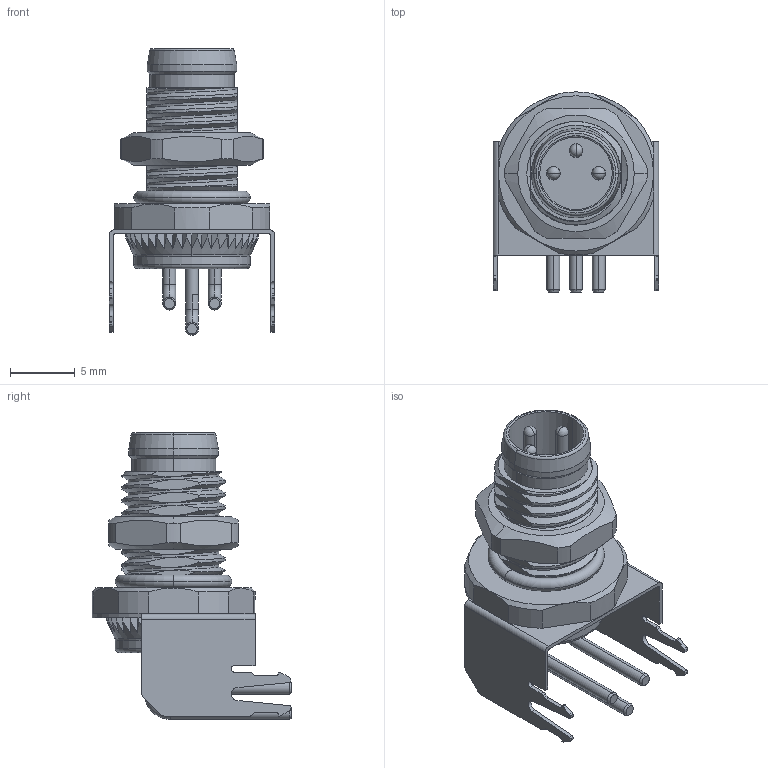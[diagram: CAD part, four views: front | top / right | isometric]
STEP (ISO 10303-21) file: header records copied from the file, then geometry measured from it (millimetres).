
FILE_DESCRIPTION((''),'2;1');
FILE_NAME('FM8ST0402-A03P104D00','2025-09-30T',('gongcheng16'),(''),'PRO/ENGINEER BY PARAMETRIC TECHNOLOGY CORPORATION, 2010280','PRO/ENGINEER BY PARAMETRIC TECHNOLOGY CORPORATION, 2010280','');
FILE_SCHEMA(('CONFIG_CONTROL_DESIGN'));
Length unit declared in the file: millimetre
Products named in the file (1): FM8ST0402-A03P104D00
Bounding box: 12.8 x 15.45 x 22.15 mm (x, y, z)
Volume: 359.7 mm3; surface area: 2765.6 mm2
Topology: 1 solids, 9 shells, 650 faces, 1797 edges, 1188 vertices
Faces by surface type: plane 310, cylinder 216, cone 52, bspline 43, torus 23, sphere 6
Entity records: 25075 total; most frequent: CARTESIAN_POINT 8761, ORIENTED_EDGE 3582, DIRECTION 3198, EDGE_CURVE 1791, VERTEX_POINT 1188, AXIS2_PLACEMENT_3D 1179, VECTOR 840, LINE 840
